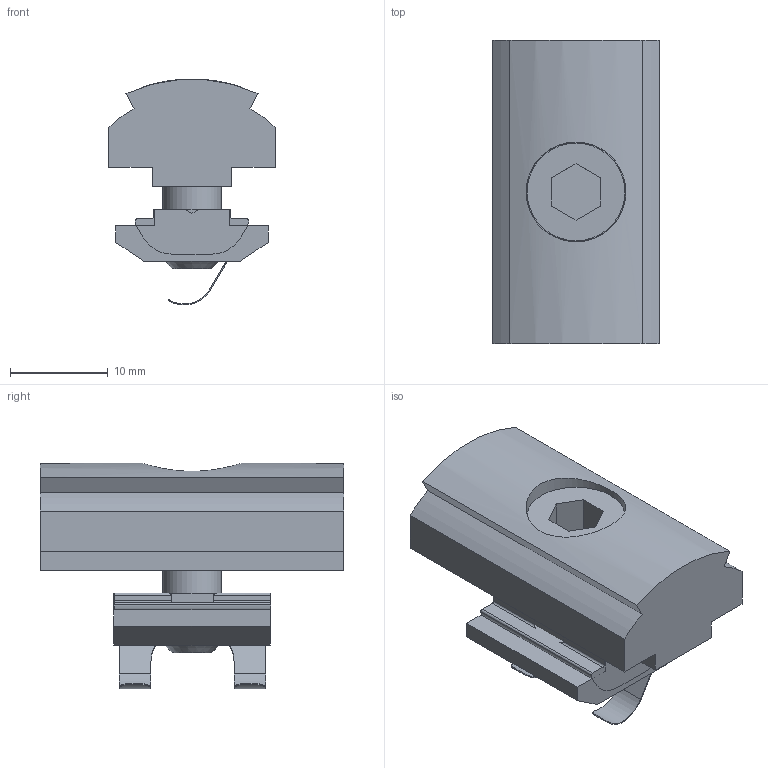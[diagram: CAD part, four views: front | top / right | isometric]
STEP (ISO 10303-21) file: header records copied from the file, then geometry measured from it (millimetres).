
FILE_DESCRIPTION(/* description */ (''),/* implementation_level */ '2;1');
FILE_NAME(/* name */ '41D-166-3.step',/* time_stamp */ '2023-06-14T14:23:38-04:00',/* author */ (''),/* organization */ (''),/* preprocessor_version */ 'ST-DEVELOPER v19.2',/* originating_system */ 'Autodesk Translation Framework v12.6.0.85',/* authorisation */ '');
FILE_SCHEMA (('AUTOMOTIVE_DESIGN { 1 0 10303 214 3 1 1 }'));
Length unit declared in the file: millimetre
Products named in the file (3): Untitled; 41D-166-0; M8S30-PF
Assembly tree (2 placements, depth 2):
  Untitled
    41D-166-0
    M8S30-PF
Bounding box: 17 x 31 x 23.09 mm (x, y, z)
Volume: 5975.3 mm3; surface area: 4319.7 mm2
Topology: 4 solids, 4 shells, 100 faces, 268 edges, 179 vertices
Faces by surface type: plane 64, cylinder 35, cone 1
Full cylindrical faces by diameter (mm): 4.91 x1, 6 x1, 6.2 x1, 6.647 x1, 9.5 x1, 10 x1, 10.2 x1
Entity records: 3423 total; most frequent: CARTESIAN_POINT 781, ORIENTED_EDGE 536, DIRECTION 523, EDGE_CURVE 268, LINE 183, VECTOR 183, VERTEX_POINT 179, AXIS2_PLACEMENT_3D 170
